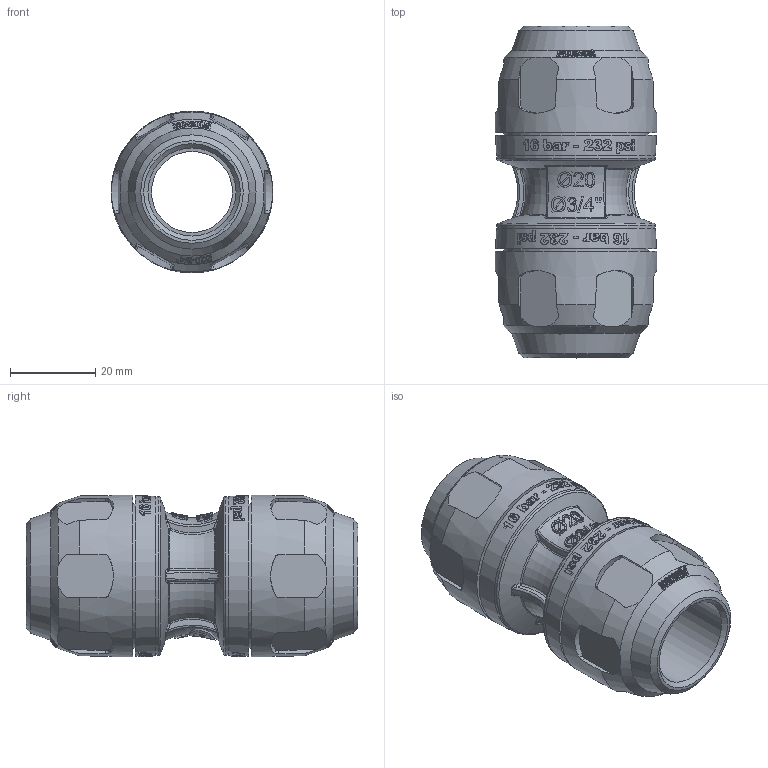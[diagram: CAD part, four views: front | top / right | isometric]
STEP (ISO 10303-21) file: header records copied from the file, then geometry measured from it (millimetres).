
FILE_DESCRIPTION(/* description */ ('STEP AP214'),/* implementation_level */ '2;1');
FILE_NAME(/* name */ 'PPS1 UN20.stp.stp',/* time_stamp */ '2020-07-05T22:59:46+02:00',/* author */ (' '),/* organization */ (' '),/* preprocessor_version */ 'ST-DEVELOPER v18',/* originating_system */ 'Autodesk Inventor 2020',/* authorisation */ ' ');
FILE_SCHEMA (('AUTOMOTIVE_DESIGN { 1 0 10303 214 3 1 1 }'));
Length unit declared in the file: metre
Products named in the file (1): PPS1 UN20.stp
Bounding box: 38 x 77.92 x 38 mm (x, y, z)
Volume: 43214.6 mm3; surface area: 16180.5 mm2
Topology: 1 solids, 1 shells, 1784 faces, 4913 edges, 3254 vertices
Faces by surface type: bspline 906, plane 418, cylinder 269, cone 122, torus 53, sphere 16
Full cylindrical faces by diameter (mm): 6 x1, 19 x1, 20.7 x2, 34 x2
Entity records: 85681 total; most frequent: CARTESIAN_POINT 45602, ORIENTED_EDGE 9826, EDGE_CURVE 4913, DIRECTION 4783, VERTEX_POINT 3254, B_SPLINE_CURVE_WITH_KNOTS 2445, EDGE_LOOP 1909, STYLED_ITEM 1785
